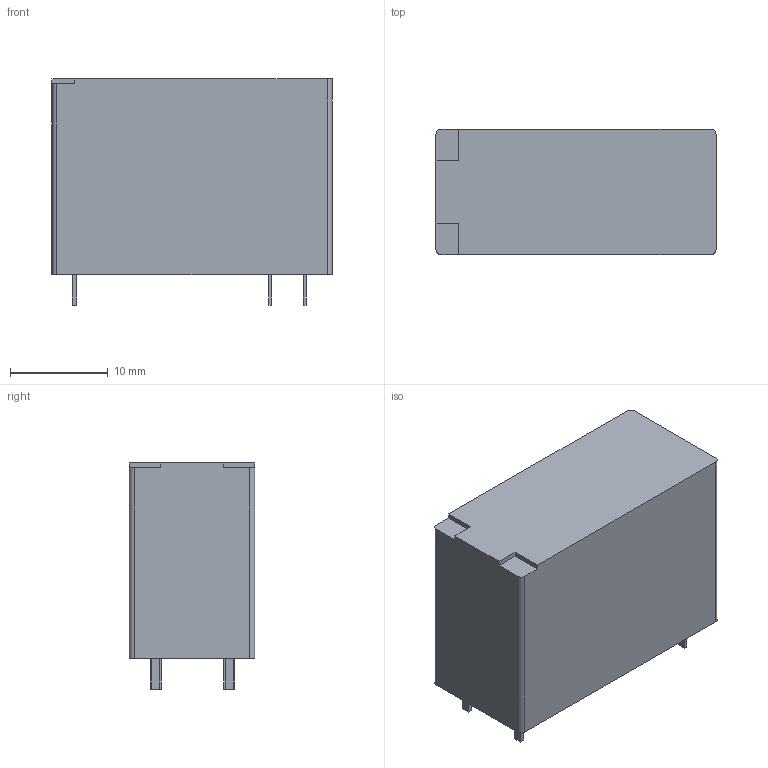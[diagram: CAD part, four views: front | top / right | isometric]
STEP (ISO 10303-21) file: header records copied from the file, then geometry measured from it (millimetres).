
FILE_DESCRIPTION(('FreeCAD Model'),'2;1');
FILE_NAME('Relay_SPST_Panasonic_JW1_FormA.step','2018-01-19T23:23:37',( 'kicad StepUp'),('ksu MCAD'),'Open CASCADE STEP processor 6.8', 'FreeCAD','Unknown');
FILE_SCHEMA(('AUTOMOTIVE_DESIGN_CC2 { 1 2 10303 214 -1 1 5 4 }'));
Length unit declared in the file: millimetre
Products named in the file (1): Relay_SPST_Panasonic_JW1_FormA
Bounding box: 28.6 x 12.8 x 23.1 mm (x, y, z)
Volume: 7314.5 mm3; surface area: 2404.3 mm2
Topology: 1 solids, 1 shells, 36 faces, 90 edges, 60 vertices
Faces by surface type: plane 32, cylinder 4
Entity records: 1327 total; most frequent: CARTESIAN_POINT 187, ORIENTED_EDGE 180, DIRECTION 172, EDGE_CURVE 90, LINE 82, VECTOR 82, VERTEX_POINT 60, AXIS2_PLACEMENT_3D 45
